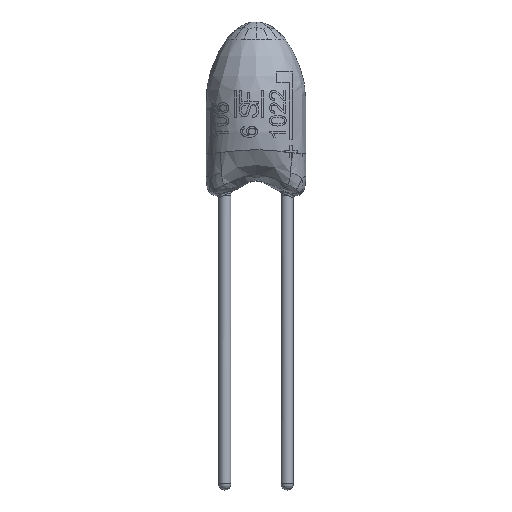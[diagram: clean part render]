
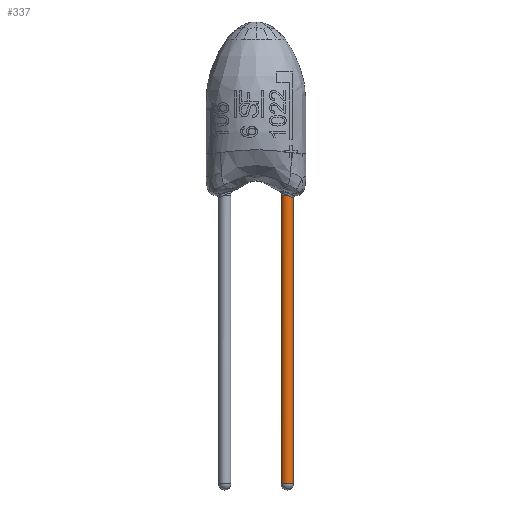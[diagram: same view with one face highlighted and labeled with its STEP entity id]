
A CAD part, front view. The second image highlights one B-rep face of the part: STEP entity #337.
In plain terms, the highlighted cylindrical face has radius 0.25 mm (diameter 0.5 mm), a partial arc.
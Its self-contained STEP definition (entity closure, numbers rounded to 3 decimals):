
#337=ADVANCED_FACE('',(#441),#2196,.T.);
#441=FACE_OUTER_BOUND('',#557,.T.);
#557=EDGE_LOOP('',(#1021,#1022,#1023,#1024,#1025));
#1021=ORIENTED_EDGE('',*,*,#1417,.T.);
#1022=ORIENTED_EDGE('',*,*,#1416,.T.);
#1023=ORIENTED_EDGE('',*,*,#1411,.T.);
#1024=ORIENTED_EDGE('',*,*,#1415,.T.);
#1025=ORIENTED_EDGE('',*,*,#1412,.F.);
#1411=EDGE_CURVE('',#2086,#2084,#1559,.T.);
#1412=EDGE_CURVE('',#2087,#2088,#1560,.T.);
#1415=EDGE_CURVE('',#2084,#2088,#1563,.T.);
#1416=EDGE_CURVE('',#2085,#2086,#1564,.T.);
#1417=EDGE_CURVE('',#2087,#2085,#1565,.T.);
#1559=(
BOUNDED_CURVE()
B_SPLINE_CURVE(3,(#10106,#10107,#10108,#10109),.UNSPECIFIED.,.F.,.F.)
B_SPLINE_CURVE_WITH_KNOTS((4,4),(0.,11.757),.UNSPECIFIED.)
CURVE()
GEOMETRIC_REPRESENTATION_ITEM()
RATIONAL_B_SPLINE_CURVE((1.,1.,1.,1.))
REPRESENTATION_ITEM('')
);
#1560=(
BOUNDED_CURVE()
B_SPLINE_CURVE(3,(#10110,#10111,#10112,#10113),.UNSPECIFIED.,.F.,.F.)
B_SPLINE_CURVE_WITH_KNOTS((4,4),(1.074,12.7),.UNSPECIFIED.)
CURVE()
GEOMETRIC_REPRESENTATION_ITEM()
RATIONAL_B_SPLINE_CURVE((1.,1.,1.,1.))
REPRESENTATION_ITEM('')
);
#1563=(
BOUNDED_CURVE()
B_SPLINE_CURVE(2,(#10120,#10121,#10122,#10123,#10124,#10125,#10126,#10127,
#10128),.UNSPECIFIED.,.F.,.F.)
B_SPLINE_CURVE_WITH_KNOTS((3,2,2,2,3),(-4.712,-4.189,
-3.142,-2.094,-1.571),.UNSPECIFIED.)
CURVE()
GEOMETRIC_REPRESENTATION_ITEM()
RATIONAL_B_SPLINE_CURVE((1.,0.966,1.,0.866,1.,0.866,
1.,0.966,1.))
REPRESENTATION_ITEM('')
);
#1564=(
BOUNDED_CURVE()
B_SPLINE_CURVE(2,(#10129,#10130,#10131,#10132,#10133),.UNSPECIFIED.,.F.,
 .F.)
B_SPLINE_CURVE_WITH_KNOTS((3,2,3),(4.714,5.759,6.283),
 .UNSPECIFIED.)
CURVE()
GEOMETRIC_REPRESENTATION_ITEM()
RATIONAL_B_SPLINE_CURVE((1.,0.866,1.,0.966,1.))
REPRESENTATION_ITEM('')
);
#1565=(
BOUNDED_CURVE()
B_SPLINE_CURVE(3,(#10134,#10135,#10136,#10137,#10138,#10139,#10140,#10141,
#10142,#10143,#10144,#10145,#10146),.UNSPECIFIED.,.F.,.F.)
B_SPLINE_CURVE_WITH_KNOTS((4,3,3,3,4),(0.592,0.605,
0.778,0.895,1.161),.UNSPECIFIED.)
CURVE()
GEOMETRIC_REPRESENTATION_ITEM()
RATIONAL_B_SPLINE_CURVE((1.,1.,1.,1.,1.,1.,1.,1.,1.,1.,1.,1.,1.))
REPRESENTATION_ITEM('')
);
#2084=VERTEX_POINT('',#10099);
#2085=VERTEX_POINT('',#10100);
#2086=VERTEX_POINT('',#10101);
#2087=VERTEX_POINT('',#10102);
#2088=VERTEX_POINT('',#10103);
#2196=CYLINDRICAL_SURFACE('',#2320,0.25);
#2320=AXIS2_PLACEMENT_3D('',#10043,#2331,$);
#2331=DIRECTION('',(0.,0.,1.));
#10043=CARTESIAN_POINT('',(1.27,0.,-4.85));
#10099=CARTESIAN_POINT('',(1.02,0.,-11.2));
#10100=CARTESIAN_POINT('',(1.27,-0.25,0.557));
#10101=CARTESIAN_POINT('',(1.02,0.,0.557));
#10102=CARTESIAN_POINT('',(1.52,0.,0.426));
#10103=CARTESIAN_POINT('',(1.52,0.,-11.2));
#10106=CARTESIAN_POINT('',(1.02,0.,0.557));
#10107=CARTESIAN_POINT('',(1.02,0.,-3.362));
#10108=CARTESIAN_POINT('',(1.02,0.,-7.281));
#10109=CARTESIAN_POINT('',(1.02,0.,-11.2));
#10110=CARTESIAN_POINT('',(1.52,0.,0.426));
#10111=CARTESIAN_POINT('',(1.52,0.,-3.449));
#10112=CARTESIAN_POINT('',(1.52,0.,-7.325));
#10113=CARTESIAN_POINT('',(1.52,0.,-11.2));
#10120=CARTESIAN_POINT('',(1.02,0.,-11.2));
#10121=CARTESIAN_POINT('',(1.02,-0.067,-11.2));
#10122=CARTESIAN_POINT('',(1.053,-0.125,-11.2));
#10123=CARTESIAN_POINT('',(1.126,-0.25,-11.2));
#10124=CARTESIAN_POINT('',(1.27,-0.25,-11.2));
#10125=CARTESIAN_POINT('',(1.414,-0.25,-11.2));
#10126=CARTESIAN_POINT('',(1.487,-0.125,-11.2));
#10127=CARTESIAN_POINT('',(1.52,-0.067,-11.2));
#10128=CARTESIAN_POINT('',(1.52,0.,-11.2));
#10129=CARTESIAN_POINT('',(1.27,-0.25,0.557));
#10130=CARTESIAN_POINT('',(1.126,-0.25,0.557));
#10131=CARTESIAN_POINT('',(1.053,-0.125,0.557));
#10132=CARTESIAN_POINT('',(1.02,-0.067,0.557));
#10133=CARTESIAN_POINT('',(1.02,0.,0.557));
#10134=CARTESIAN_POINT('',(1.52,0.,0.426));
#10135=CARTESIAN_POINT('',(1.52,-0.003,0.426));
#10136=CARTESIAN_POINT('',(1.52,-0.006,0.426));
#10137=CARTESIAN_POINT('',(1.52,-0.009,0.426));
#10138=CARTESIAN_POINT('',(1.519,-0.05,0.427));
#10139=CARTESIAN_POINT('',(1.507,-0.09,0.434));
#10140=CARTESIAN_POINT('',(1.486,-0.125,0.445));
#10141=CARTESIAN_POINT('',(1.473,-0.149,0.453));
#10142=CARTESIAN_POINT('',(1.455,-0.171,0.463));
#10143=CARTESIAN_POINT('',(1.435,-0.188,0.473));
#10144=CARTESIAN_POINT('',(1.389,-0.229,0.498));
#10145=CARTESIAN_POINT('',(1.33,-0.25,0.529));
#10146=CARTESIAN_POINT('',(1.27,-0.25,0.557));
